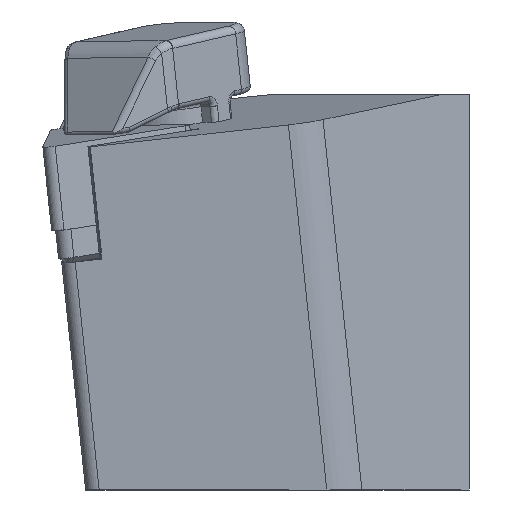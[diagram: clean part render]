
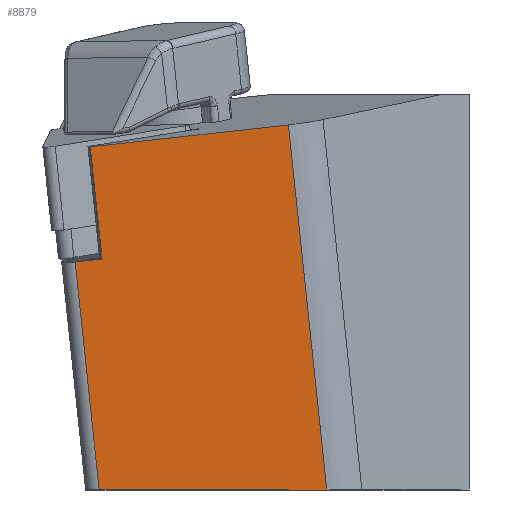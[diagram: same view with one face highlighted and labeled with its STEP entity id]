
A CAD part, left-side view. The second image highlights one B-rep face of the part: STEP entity #8879.
In plain terms, the highlighted planar face has unit normal (-0.993, -0.063, -0.098).
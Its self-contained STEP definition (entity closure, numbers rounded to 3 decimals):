
#51 = FACE_OUTER_BOUND ( 'NONE', #8951, .T. ) ;
#121 = VERTEX_POINT ( 'NONE', #4947 ) ;
#133 = VECTOR ( 'NONE', #4403, 1000. ) ;
#135 = AXIS2_PLACEMENT_3D ( 'NONE', #4301, #3503, #6748 ) ;
#240 = DIRECTION ( 'NONE',  ( -0.105, 0.104, 0.989 ) ) ;
#287 = CARTESIAN_POINT ( 'NONE',  ( 3.693, 15.829, -8.312 ) ) ;
#422 = LINE ( 'NONE', #7988, #6534 ) ;
#1132 = DIRECTION ( 'NONE',  ( 0.052, -0.993, 0.11 ) ) ;
#1948 = VECTOR ( 'NONE', #240, 1000. ) ;
#1976 = PLANE ( 'NONE',  #135 ) ;
#2016 = CARTESIAN_POINT ( 'NONE',  ( 27.42, 12.204, -245.608 ) ) ;
#2062 = EDGE_CURVE ( 'NONE', #3704, #6137, #3718, .T. ) ;
#2332 = DIRECTION ( 'NONE',  ( -0.105, 0.104, 0.989 ) ) ;
#2417 = ORIENTED_EDGE ( 'NONE', *, *, #2062, .F. ) ;
#2633 = VERTEX_POINT ( 'NONE', #4738 ) ;
#2652 = DIRECTION ( 'NONE',  ( 0.052, -0.993, 0.11 ) ) ;
#2873 = ORIENTED_EDGE ( 'NONE', *, *, #10049, .F. ) ;
#2882 = ORIENTED_EDGE ( 'NONE', *, *, #8858, .F. ) ;
#3086 = CARTESIAN_POINT ( 'NONE',  ( 7.014, 0.445, -32. ) ) ;
#3323 = EDGE_CURVE ( 'NONE', #5276, #3704, #6690, .T. ) ;
#3503 = DIRECTION ( 'NONE',  ( 0.993, 0.063, 0.098 ) ) ;
#3552 = LINE ( 'NONE', #5925, #1948 ) ;
#3704 = VERTEX_POINT ( 'NONE', #4067 ) ;
#3718 = LINE ( 'NONE', #2016, #133 ) ;
#3980 = ORIENTED_EDGE ( 'NONE', *, *, #3323, .F. ) ;
#4067 = CARTESIAN_POINT ( 'NONE',  ( 4.845, 34.655, -32. ) ) ;
#4301 = CARTESIAN_POINT ( 'NONE',  ( 28.525, -8.866, -243.277 ) ) ;
#4328 = EDGE_CURVE ( 'NONE', #6137, #9769, #6282, .T. ) ;
#4403 = DIRECTION ( 'NONE',  ( -0.105, 0.104, 0.989 ) ) ;
#4738 = CARTESIAN_POINT ( 'NONE',  ( 1.606, 35.553, 0.132 ) ) ;
#4947 = CARTESIAN_POINT ( 'NONE',  ( 2.583, 16.933, 2.192 ) ) ;
#5276 = VERTEX_POINT ( 'NONE', #9753 ) ;
#5925 = CARTESIAN_POINT ( 'NONE',  ( 0.831, 36.324, 7.467 ) ) ;
#6137 = VERTEX_POINT ( 'NONE', #8314 ) ;
#6282 = LINE ( 'NONE', #287, #9503 ) ;
#6534 = VECTOR ( 'NONE', #2332, 1000. ) ;
#6690 = LINE ( 'NONE', #3086, #9285 ) ;
#6748 = DIRECTION ( 'NONE',  ( 0.099, 0., -0.995 ) ) ;
#7320 = CARTESIAN_POINT ( 'NONE',  ( 2.716, 34.449, -10.372 ) ) ;
#7988 = CARTESIAN_POINT ( 'NONE',  ( 28.525, -8.866, -243.277 ) ) ;
#8314 = CARTESIAN_POINT ( 'NONE',  ( 2.588, 36.9, -10.643 ) ) ;
#8616 = EDGE_CURVE ( 'NONE', #5276, #121, #422, .T. ) ;
#8858 = EDGE_CURVE ( 'NONE', #2633, #121, #10242, .T. ) ;
#8879 = ADVANCED_FACE ( 'NONE', ( #51 ), #1976, .F. ) ;
#8951 = EDGE_LOOP ( 'NONE', ( #9701, #2417, #3980, #9446, #2882, #2873 ) ) ;
#9285 = VECTOR ( 'NONE', #9309, 1000. ) ;
#9309 = DIRECTION ( 'NONE',  ( -0.063, 0.998, 0. ) ) ;
#9446 = ORIENTED_EDGE ( 'NONE', *, *, #8616, .T. ) ;
#9503 = VECTOR ( 'NONE', #2652, 1000. ) ;
#9701 = ORIENTED_EDGE ( 'NONE', *, *, #4328, .F. ) ;
#9753 = CARTESIAN_POINT ( 'NONE',  ( 6.196, 13.34, -32. ) ) ;
#9769 = VERTEX_POINT ( 'NONE', #7320 ) ;
#9870 = VECTOR ( 'NONE', #1132, 1000. ) ;
#9900 = CARTESIAN_POINT ( 'NONE',  ( 3.438, 0.622, 3.997 ) ) ;
#10049 = EDGE_CURVE ( 'NONE', #9769, #2633, #3552, .T. ) ;
#10242 = LINE ( 'NONE', #9900, #9870 ) ;
